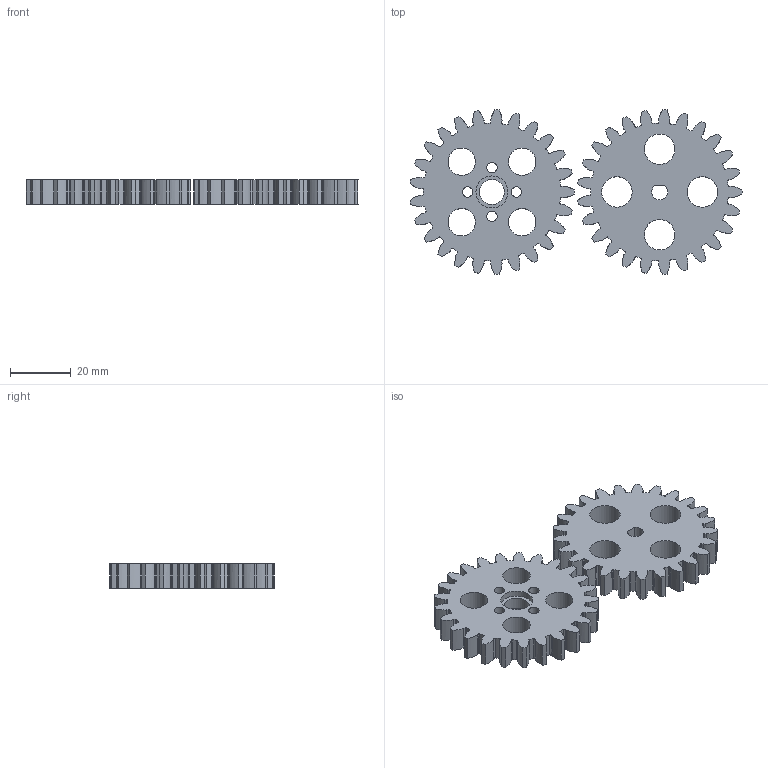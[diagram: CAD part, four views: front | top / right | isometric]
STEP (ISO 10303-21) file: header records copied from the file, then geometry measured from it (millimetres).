
FILE_DESCRIPTION(/* description */ (''),/* implementation_level */ '2;1');
FILE_NAME(/* name */ 'stepper-motor-power-transmission-system.step',/* time_stamp */ '2023-06-19T01:53:05+07:00',/* author */ (''),/* organization */ (''),/* preprocessor_version */ 'ST-DEVELOPER v19.2',/* originating_system */ 'Autodesk Translation Framework v12.6.0.85',/* authorisation */ '');
FILE_SCHEMA (('AUTOMOTIVE_DESIGN { 1 0 10303 214 3 1 1 }'));
Products named in the file (3): gear stepper; Spur Gear (13 teeth); Spur Gear (25 teeth)
Assembly tree (2 placements, depth 2):
  gear stepper
    Spur Gear (13 teeth)
    Spur Gear (25 teeth)
Bounding box: 108.87 x 53.96 x 8 mm (x, y, z)
Volume: 25345.1 mm3; surface area: 14097.6 mm2
Topology: 2 solids, 2 shells, 423 faces, 1251 edges, 834 vertices
Faces by surface type: cylinder 216, plane 107, bspline 100
Full cylindrical faces by diameter (mm): 3.4 x4, 8.2 x1, 9 x4, 10 x4, 10.5 x2
Entity records: 43098 total; most frequent: CARTESIAN_POINT 32213, ORIENTED_EDGE 2502, DIRECTION 2139, EDGE_CURVE 1251, VERTEX_POINT 834, AXIS2_PLACEMENT_3D 760, LINE 619, VECTOR 619
